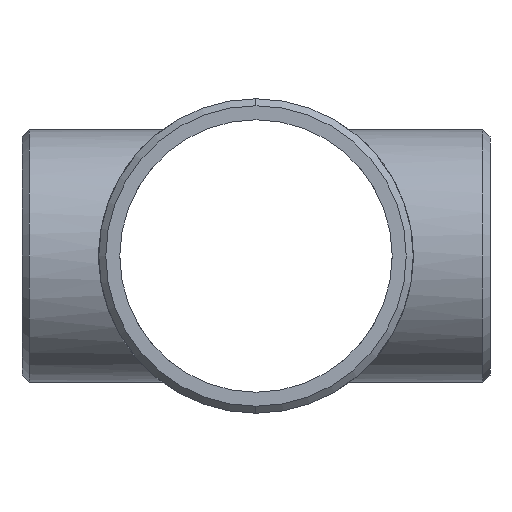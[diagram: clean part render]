
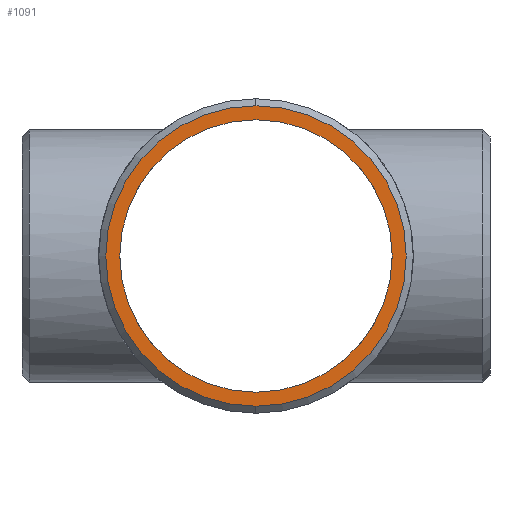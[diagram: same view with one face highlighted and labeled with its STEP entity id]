
A CAD part, left-side view. The second image highlights one B-rep face of the part: STEP entity #1091.
In plain terms, the highlighted planar face has unit normal (-1, 0, 0).
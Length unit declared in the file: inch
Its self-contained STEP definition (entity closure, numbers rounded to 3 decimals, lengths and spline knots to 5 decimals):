
#19 = EDGE_CURVE ( 'NONE', #1232, #1080, #353, .T. ) ;
#68 = VERTEX_POINT ( 'NONE', #123 ) ;
#69 = DIRECTION ( 'NONE',  ( 1., 0., 0. ) ) ;
#123 = CARTESIAN_POINT ( 'NONE',  ( -8.5, 0., 4.656 ) ) ;
#253 = AXIS2_PLACEMENT_3D ( 'NONE', #925, #357, #567 ) ;
#267 = ORIENTED_EDGE ( 'NONE', *, *, #344, .T. ) ;
#324 = DIRECTION ( 'NONE',  ( 0., 0., -1. ) ) ;
#334 = FACE_OUTER_BOUND ( 'NONE', #913, .T. ) ;
#342 = CARTESIAN_POINT ( 'NONE',  ( -8.5, 0., 5.13533 ) ) ;
#344 = EDGE_CURVE ( 'NONE', #1389, #68, #1059, .T. ) ;
#347 = CARTESIAN_POINT ( 'NONE',  ( -8.5, 0., -5.13533 ) ) ;
#350 = FACE_BOUND ( 'NONE', #616, .T. ) ;
#353 = CIRCLE ( 'NONE', #959, 5.13533 ) ;
#357 = DIRECTION ( 'NONE',  ( -1., 0., 0. ) ) ;
#364 = CARTESIAN_POINT ( 'NONE',  ( -8.5, 0., 0. ) ) ;
#395 = AXIS2_PLACEMENT_3D ( 'NONE', #364, #750, #1414 ) ;
#444 = PLANE ( 'NONE',  #499 ) ;
#499 = AXIS2_PLACEMENT_3D ( 'NONE', #919, #1508, #324 ) ;
#541 = DIRECTION ( 'NONE',  ( 0., 0., 1. ) ) ;
#567 = DIRECTION ( 'NONE',  ( 0., 0., 1. ) ) ;
#590 = CARTESIAN_POINT ( 'NONE',  ( -8.5, 0., -4.656 ) ) ;
#616 = EDGE_LOOP ( 'NONE', ( #701, #267 ) ) ;
#701 = ORIENTED_EDGE ( 'NONE', *, *, #771, .T. ) ;
#750 = DIRECTION ( 'NONE',  ( 1., 0., 0. ) ) ;
#771 = EDGE_CURVE ( 'NONE', #68, #1389, #864, .T. ) ;
#803 = ORIENTED_EDGE ( 'NONE', *, *, #19, .T. ) ;
#809 = CARTESIAN_POINT ( 'NONE',  ( -8.5, 0., 0. ) ) ;
#864 = CIRCLE ( 'NONE', #1431, 4.656 ) ;
#909 = CIRCLE ( 'NONE', #253, 5.13533 ) ;
#913 = EDGE_LOOP ( 'NONE', ( #803, #1519 ) ) ;
#919 = CARTESIAN_POINT ( 'NONE',  ( -8.5, 0., 0. ) ) ;
#925 = CARTESIAN_POINT ( 'NONE',  ( -8.5, 0., 0. ) ) ;
#959 = AXIS2_PLACEMENT_3D ( 'NONE', #809, #1147, #1282 ) ;
#1059 = CIRCLE ( 'NONE', #395, 4.656 ) ;
#1080 = VERTEX_POINT ( 'NONE', #342 ) ;
#1091 = ADVANCED_FACE ( 'NONE', ( #334, #350 ), #444, .T. ) ;
#1147 = DIRECTION ( 'NONE',  ( -1., 0., 0. ) ) ;
#1189 = CARTESIAN_POINT ( 'NONE',  ( -8.5, 0., 0. ) ) ;
#1232 = VERTEX_POINT ( 'NONE', #347 ) ;
#1282 = DIRECTION ( 'NONE',  ( 0., 0., 1. ) ) ;
#1289 = EDGE_CURVE ( 'NONE', #1080, #1232, #909, .T. ) ;
#1389 = VERTEX_POINT ( 'NONE', #590 ) ;
#1414 = DIRECTION ( 'NONE',  ( 0., 0., 1. ) ) ;
#1431 = AXIS2_PLACEMENT_3D ( 'NONE', #1189, #69, #541 ) ;
#1508 = DIRECTION ( 'NONE',  ( -1., 0., 0. ) ) ;
#1519 = ORIENTED_EDGE ( 'NONE', *, *, #1289, .T. ) ;
